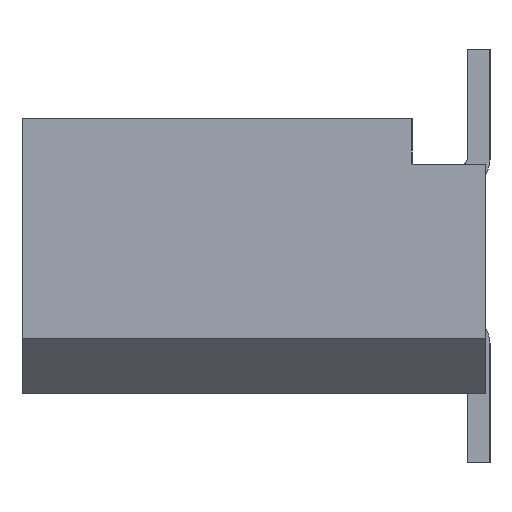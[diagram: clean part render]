
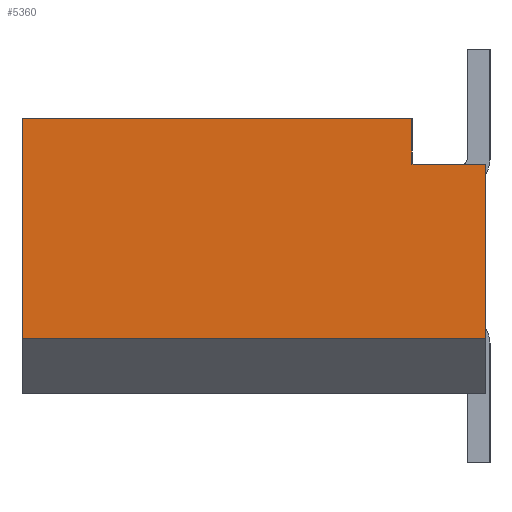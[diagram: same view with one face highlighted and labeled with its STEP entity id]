
A CAD part, left-side view. The second image highlights one B-rep face of the part: STEP entity #5360.
In plain terms, the highlighted planar face has unit normal (-1, 0, 0).
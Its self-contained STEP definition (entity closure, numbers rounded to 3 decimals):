
#1=DIRECTION('',(0.,1.,0.));
#2=VECTOR('',#1,5.05);
#3=CARTESIAN_POINT('',(-6.5,0.,-0.9));
#4=LINE('',#3,#2);
#5=DIRECTION('',(0.,0.,1.));
#6=VECTOR('',#5,2.4);
#7=CARTESIAN_POINT('',(-6.5,5.05,-0.9));
#8=LINE('',#7,#6);
#9=DIRECTION('',(0.,-1.,0.));
#10=VECTOR('',#9,4.25);
#11=CARTESIAN_POINT('',(-6.5,5.05,1.5));
#12=LINE('',#11,#10);
#13=DIRECTION('',(0.,0.,-1.));
#14=VECTOR('',#13,0.5);
#15=CARTESIAN_POINT('',(-6.5,0.8,1.5));
#16=LINE('',#15,#14);
#17=DIRECTION('',(0.,-1.,0.));
#18=VECTOR('',#17,0.8);
#19=CARTESIAN_POINT('',(-6.5,0.8,1.));
#20=LINE('',#19,#18);
#21=DIRECTION('',(0.,0.,-1.));
#22=VECTOR('',#21,1.9);
#23=CARTESIAN_POINT('',(-6.5,0.,1.));
#24=LINE('',#23,#22);
#4045=CARTESIAN_POINT('',(-6.5,0.8,1.5));
#4046=CARTESIAN_POINT('',(-6.5,0.8,1.));
#4047=VERTEX_POINT('',#4045);
#4048=VERTEX_POINT('',#4046);
#4049=CARTESIAN_POINT('',(-6.5,0.,1.));
#4050=VERTEX_POINT('',#4049);
#4051=CARTESIAN_POINT('',(-6.5,5.05,1.5));
#4052=VERTEX_POINT('',#4051);
#4377=CARTESIAN_POINT('',(-6.5,0.,-0.9));
#4378=CARTESIAN_POINT('',(-6.5,5.05,-0.9));
#4379=VERTEX_POINT('',#4377);
#4380=VERTEX_POINT('',#4378);
#5341=CARTESIAN_POINT('',(-6.5,0.,0.));
#5342=DIRECTION('',(1.,0.,0.));
#5343=DIRECTION('',(0.,0.,-1.));
#5344=AXIS2_PLACEMENT_3D('',#5341,#5342,#5343);
#5345=PLANE('',#5344);
#5347=ORIENTED_EDGE('',*,*,#5346,.T.);
#5349=ORIENTED_EDGE('',*,*,#5348,.T.);
#5351=ORIENTED_EDGE('',*,*,#5350,.T.);
#5353=ORIENTED_EDGE('',*,*,#5352,.T.);
#5355=ORIENTED_EDGE('',*,*,#5354,.T.);
#5357=ORIENTED_EDGE('',*,*,#5356,.T.);
#5358=EDGE_LOOP('',(#5347,#5349,#5351,#5353,#5355,#5357));
#5359=FACE_OUTER_BOUND('',#5358,.F.);
#5360=ADVANCED_FACE('',(#5359),#5345,.F.);
#5346=EDGE_CURVE('',#4379,#4380,#4,.T.);
#5348=EDGE_CURVE('',#4380,#4052,#8,.T.);
#5350=EDGE_CURVE('',#4052,#4047,#12,.T.);
#5352=EDGE_CURVE('',#4047,#4048,#16,.T.);
#5354=EDGE_CURVE('',#4048,#4050,#20,.T.);
#5356=EDGE_CURVE('',#4050,#4379,#24,.T.);
